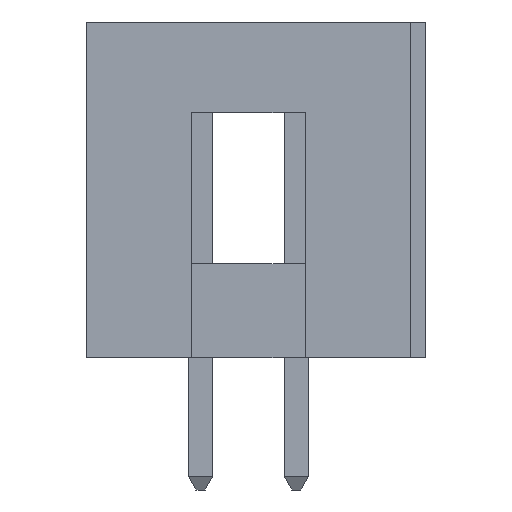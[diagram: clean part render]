
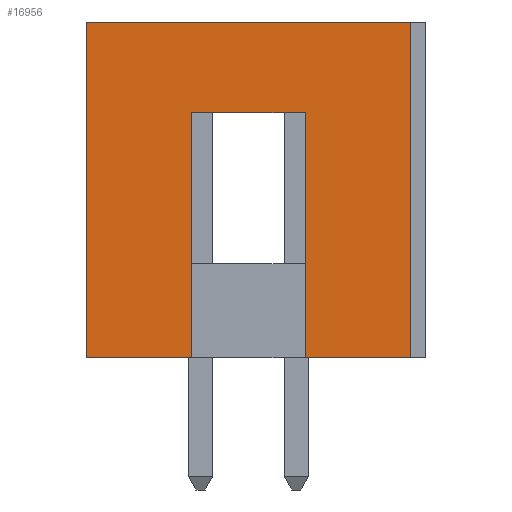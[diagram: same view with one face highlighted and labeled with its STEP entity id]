
A CAD part, left-side view. The second image highlights one B-rep face of the part: STEP entity #16956.
In plain terms, the highlighted planar face has unit normal (-1, 0, 0).
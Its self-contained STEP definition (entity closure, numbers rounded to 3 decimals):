
#228 = VERTEX_POINT ( 'NONE', #27881 ) ;
#413 = LINE ( 'NONE', #1743, #20420 ) ;
#1479 = LINE ( 'NONE', #40283, #21511 ) ;
#1552 = CARTESIAN_POINT ( 'NONE',  ( 0., 5.8, 6.5 ) ) ;
#1743 = CARTESIAN_POINT ( 'NONE',  ( 0., 0., 0. ) ) ;
#2844 = VERTEX_POINT ( 'NONE', #34274 ) ;
#3298 = DIRECTION ( 'NONE',  ( -1., 0., 0. ) ) ;
#3598 = EDGE_CURVE ( 'NONE', #10770, #13186, #413, .T. ) ;
#3739 = VECTOR ( 'NONE', #23679, 1000. ) ;
#4946 = EDGE_LOOP ( 'NONE', ( #36431, #26668, #42713, #16629, #14895, #33198, #48656, #25154 ) ) ;
#6147 = CARTESIAN_POINT ( 'NONE',  ( 0., 2.8, 6.5 ) ) ;
#6204 = FACE_OUTER_BOUND ( 'NONE', #4946, .T. ) ;
#6814 = VECTOR ( 'NONE', #24152, 1000. ) ;
#6821 = CARTESIAN_POINT ( 'NONE',  ( 0., 0., 8.9 ) ) ;
#9637 = EDGE_CURVE ( 'NONE', #2844, #10953, #19179, .T. ) ;
#9908 = DIRECTION ( 'NONE',  ( 0., 1., 0. ) ) ;
#10607 = DIRECTION ( 'NONE',  ( 0., 1., 0. ) ) ;
#10770 = VERTEX_POINT ( 'NONE', #44295 ) ;
#10953 = VERTEX_POINT ( 'NONE', #45278 ) ;
#12333 = EDGE_CURVE ( 'NONE', #32743, #13186, #1479, .T. ) ;
#12825 = EDGE_CURVE ( 'NONE', #10953, #228, #43815, .T. ) ;
#13186 = VERTEX_POINT ( 'NONE', #26762 ) ;
#13466 = DIRECTION ( 'NONE',  ( 0., 0., -1. ) ) ;
#14895 = ORIENTED_EDGE ( 'NONE', *, *, #12825, .T. ) ;
#15635 = VERTEX_POINT ( 'NONE', #21214 ) ;
#16280 = CARTESIAN_POINT ( 'NONE',  ( 0., 2.8, 6.5 ) ) ;
#16629 = ORIENTED_EDGE ( 'NONE', *, *, #9637, .T. ) ;
#16956 = ADVANCED_FACE ( 'NONE', ( #6204 ), #25902, .T. ) ;
#16982 = AXIS2_PLACEMENT_3D ( 'NONE', #18309, #3298, #29688 ) ;
#17304 = CARTESIAN_POINT ( 'NONE',  ( 0., 0., 8.9 ) ) ;
#17736 = DIRECTION ( 'NONE',  ( 0., 0., -1. ) ) ;
#18309 = CARTESIAN_POINT ( 'NONE',  ( 0., 0., 8.9 ) ) ;
#19173 = LINE ( 'NONE', #6147, #48077 ) ;
#19179 = LINE ( 'NONE', #6821, #48081 ) ;
#20305 = VERTEX_POINT ( 'NONE', #27075 ) ;
#20420 = VECTOR ( 'NONE', #27928, 1000. ) ;
#20442 = VECTOR ( 'NONE', #35923, 1000. ) ;
#21214 = CARTESIAN_POINT ( 'NONE',  ( 0., 5.8, 6.5 ) ) ;
#21268 = VECTOR ( 'NONE', #13466, 1000. ) ;
#21511 = VECTOR ( 'NONE', #17736, 1000. ) ;
#23679 = DIRECTION ( 'NONE',  ( 0., 0., -1. ) ) ;
#23832 = CARTESIAN_POINT ( 'NONE',  ( 0., 8.6, 8.9 ) ) ;
#24152 = DIRECTION ( 'NONE',  ( 0., 0., -1. ) ) ;
#25154 = ORIENTED_EDGE ( 'NONE', *, *, #42120, .F. ) ;
#25902 = PLANE ( 'NONE',  #16982 ) ;
#26668 = ORIENTED_EDGE ( 'NONE', *, *, #3598, .F. ) ;
#26762 = CARTESIAN_POINT ( 'NONE',  ( 0., 2.8, 0. ) ) ;
#27075 = CARTESIAN_POINT ( 'NONE',  ( 0., 5.8, 0. ) ) ;
#27881 = CARTESIAN_POINT ( 'NONE',  ( 0., 8.6, 0. ) ) ;
#27928 = DIRECTION ( 'NONE',  ( 0., 1., 0. ) ) ;
#29688 = DIRECTION ( 'NONE',  ( 0., 0., 1. ) ) ;
#32743 = VERTEX_POINT ( 'NONE', #16280 ) ;
#33198 = ORIENTED_EDGE ( 'NONE', *, *, #38205, .F. ) ;
#33648 = EDGE_CURVE ( 'NONE', #2844, #10770, #41275, .T. ) ;
#34274 = CARTESIAN_POINT ( 'NONE',  ( 0., 0., 8.9 ) ) ;
#35923 = DIRECTION ( 'NONE',  ( 0., 1., 0. ) ) ;
#36431 = ORIENTED_EDGE ( 'NONE', *, *, #12333, .T. ) ;
#38205 = EDGE_CURVE ( 'NONE', #20305, #228, #40461, .T. ) ;
#40283 = CARTESIAN_POINT ( 'NONE',  ( 0., 2.8, 6.5 ) ) ;
#40461 = LINE ( 'NONE', #43303, #20442 ) ;
#41275 = LINE ( 'NONE', #17304, #21268 ) ;
#42120 = EDGE_CURVE ( 'NONE', #32743, #15635, #19173, .T. ) ;
#42713 = ORIENTED_EDGE ( 'NONE', *, *, #33648, .F. ) ;
#43303 = CARTESIAN_POINT ( 'NONE',  ( 0., 0., 0. ) ) ;
#43815 = LINE ( 'NONE', #23832, #3739 ) ;
#44295 = CARTESIAN_POINT ( 'NONE',  ( 0., 0., 0. ) ) ;
#45278 = CARTESIAN_POINT ( 'NONE',  ( 0., 8.6, 8.9 ) ) ;
#45767 = LINE ( 'NONE', #1552, #6814 ) ;
#46804 = EDGE_CURVE ( 'NONE', #15635, #20305, #45767, .T. ) ;
#48077 = VECTOR ( 'NONE', #9908, 1000. ) ;
#48081 = VECTOR ( 'NONE', #10607, 1000. ) ;
#48656 = ORIENTED_EDGE ( 'NONE', *, *, #46804, .F. ) ;
